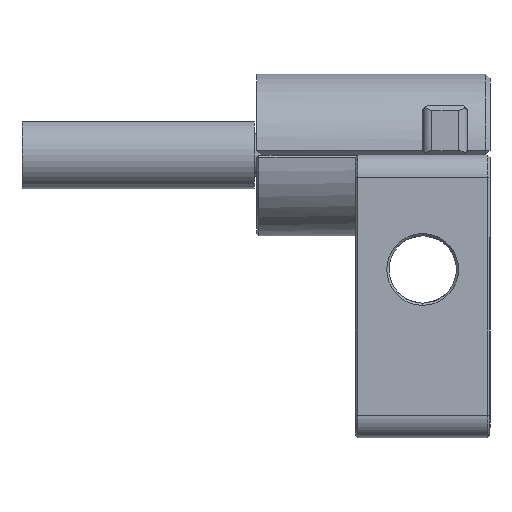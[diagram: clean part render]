
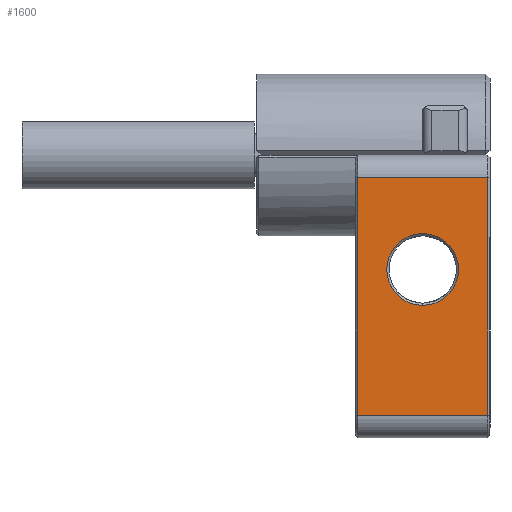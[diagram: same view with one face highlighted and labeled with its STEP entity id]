
A CAD part, left-side view. The second image highlights one B-rep face of the part: STEP entity #1600.
In plain terms, the highlighted planar face has unit normal (-1, 0, 0).
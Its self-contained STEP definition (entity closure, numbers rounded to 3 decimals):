
#244 = DIRECTION ( 'NONE',  ( 0., 0., -1. ) ) ;
#277 = LINE ( 'NONE', #7541, #7729 ) ;
#489 = DIRECTION ( 'NONE',  ( 1., 0., 0. ) ) ;
#528 = CARTESIAN_POINT ( 'NONE',  ( -48., 51.5, 58. ) ) ;
#736 = LINE ( 'NONE', #3107, #4420 ) ;
#1024 = VERTEX_POINT ( 'NONE', #2105 ) ;
#1104 = CARTESIAN_POINT ( 'NONE',  ( -48., 0., 58. ) ) ;
#1600 = ADVANCED_FACE ( 'NONE', ( #6128, #4854 ), #5493, .T. ) ;
#1692 = DIRECTION ( 'NONE',  ( 0., 1., 0. ) ) ;
#2025 = VERTEX_POINT ( 'NONE', #4648 ) ;
#2105 = CARTESIAN_POINT ( 'NONE',  ( -48., 22.5, 5. ) ) ;
#2187 = ORIENTED_EDGE ( 'NONE', *, *, #3816, .T. ) ;
#2543 = EDGE_LOOP ( 'NONE', ( #2187, #6839, #5016, #4157 ) ) ;
#2688 = CARTESIAN_POINT ( 'NONE',  ( -48., 22.5, 58. ) ) ;
#3080 = EDGE_LOOP ( 'NONE', ( #6647, #4980 ) ) ;
#3088 = AXIS2_PLACEMENT_3D ( 'NONE', #3109, #4417, #3818 ) ;
#3107 = CARTESIAN_POINT ( 'NONE',  ( -48., 22.5, 0. ) ) ;
#3109 = CARTESIAN_POINT ( 'NONE',  ( -48., 0., 0. ) ) ;
#3181 = LINE ( 'NONE', #5679, #4499 ) ;
#3360 = EDGE_CURVE ( 'NONE', #4292, #1024, #277, .T. ) ;
#3425 = DIRECTION ( 'NONE',  ( 0., 0., 1. ) ) ;
#3816 = EDGE_CURVE ( 'NONE', #6847, #6593, #6058, .T. ) ;
#3818 = DIRECTION ( 'NONE',  ( 0., 0., 1. ) ) ;
#4157 = ORIENTED_EDGE ( 'NONE', *, *, #7666, .T. ) ;
#4292 = VERTEX_POINT ( 'NONE', #6594 ) ;
#4299 = CIRCLE ( 'NONE', #6957, 8. ) ;
#4417 = DIRECTION ( 'NONE',  ( -1., 0., 0. ) ) ;
#4420 = VECTOR ( 'NONE', #5529, 1000. ) ;
#4499 = VECTOR ( 'NONE', #244, 1000. ) ;
#4648 = CARTESIAN_POINT ( 'NONE',  ( -48., 37., 17.5 ) ) ;
#4666 = EDGE_CURVE ( 'NONE', #7554, #2025, #6148, .T. ) ;
#4681 = DIRECTION ( 'NONE',  ( 1., 0., 0. ) ) ;
#4716 = DIRECTION ( 'NONE',  ( 0., 0., 1. ) ) ;
#4854 = FACE_OUTER_BOUND ( 'NONE', #2543, .T. ) ;
#4980 = ORIENTED_EDGE ( 'NONE', *, *, #7843, .T. ) ;
#5016 = ORIENTED_EDGE ( 'NONE', *, *, #3360, .T. ) ;
#5392 = EDGE_CURVE ( 'NONE', #6593, #4292, #3181, .T. ) ;
#5493 = PLANE ( 'NONE',  #3088 ) ;
#5529 = DIRECTION ( 'NONE',  ( 0., 0., 1. ) ) ;
#5607 = CARTESIAN_POINT ( 'NONE',  ( -48., 37., 33.5 ) ) ;
#5652 = AXIS2_PLACEMENT_3D ( 'NONE', #5846, #4681, #4716 ) ;
#5679 = CARTESIAN_POINT ( 'NONE',  ( -48., 51.5, 5. ) ) ;
#5846 = CARTESIAN_POINT ( 'NONE',  ( -48., 37., 25.5 ) ) ;
#6001 = CARTESIAN_POINT ( 'NONE',  ( -48., 37., 25.5 ) ) ;
#6058 = LINE ( 'NONE', #1104, #6092 ) ;
#6092 = VECTOR ( 'NONE', #1692, 1000. ) ;
#6128 = FACE_BOUND ( 'NONE', #3080, .T. ) ;
#6148 = CIRCLE ( 'NONE', #5652, 8. ) ;
#6387 = DIRECTION ( 'NONE',  ( 0., -1., 0. ) ) ;
#6593 = VERTEX_POINT ( 'NONE', #528 ) ;
#6594 = CARTESIAN_POINT ( 'NONE',  ( -48., 51.5, 5. ) ) ;
#6647 = ORIENTED_EDGE ( 'NONE', *, *, #4666, .T. ) ;
#6839 = ORIENTED_EDGE ( 'NONE', *, *, #5392, .T. ) ;
#6847 = VERTEX_POINT ( 'NONE', #2688 ) ;
#6957 = AXIS2_PLACEMENT_3D ( 'NONE', #6001, #489, #3425 ) ;
#7541 = CARTESIAN_POINT ( 'NONE',  ( -48., 0., 5. ) ) ;
#7554 = VERTEX_POINT ( 'NONE', #5607 ) ;
#7666 = EDGE_CURVE ( 'NONE', #1024, #6847, #736, .T. ) ;
#7729 = VECTOR ( 'NONE', #6387, 1000. ) ;
#7843 = EDGE_CURVE ( 'NONE', #2025, #7554, #4299, .T. ) ;
